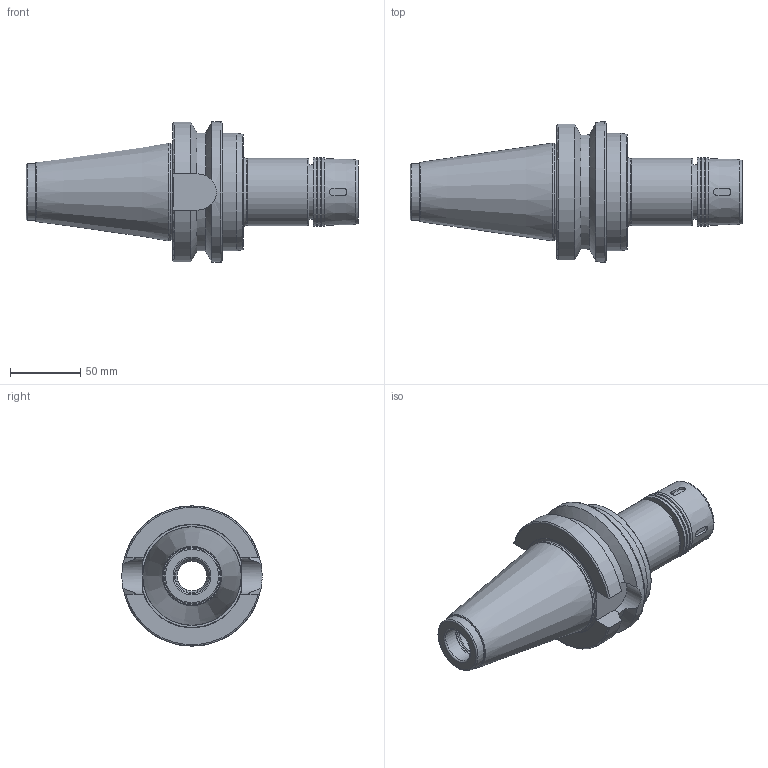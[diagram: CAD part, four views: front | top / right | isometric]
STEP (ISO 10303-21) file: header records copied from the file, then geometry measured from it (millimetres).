
FILE_DESCRIPTION((''),'2;1');
FILE_NAME('244605022135-3D.stp','2020-05-15T13:45:58',('nttooll'),(''),'Autodesk Inventor 2012','Autodesk Inventor 2012','');
FILE_SCHEMA(('AUTOMOTIVE_DESIGN { 1 0 10303 214 1 1 1 1 }'));
Length unit declared in the file: millimetre
Products named in the file (1): 244605022135-3D
Bounding box: 236.8 x 100 x 100 mm (x, y, z)
Volume: 613783.9 mm3; surface area: 80050.7 mm2
Topology: 1 solids, 1 shells, 110 faces, 236 edges, 146 vertices
Faces by surface type: plane 37, cylinder 36, cone 27, torus 10
Full cylindrical faces by diameter (mm): 21 x1, 21.3 x1, 22.3 x1, 23 x1, 24 x2, 25 x1, 25.4 x1, 28 x1, 30.4 x1, 32.5 x1, 36 x1, 39 x1, 40 x1, 47.6 x1, 48 x1, 48.8 x3, 68.9 x1, 84 x1, 100 x1
Entity records: 2902 total; most frequent: CARTESIAN_POINT 701, DIRECTION 466, ORIENTED_EDGE 362, AXIS2_PLACEMENT_3D 204, EDGE_LOOP 182, EDGE_CURVE 181, VERTEX_POINT 143, FACE_OUTER_BOUND 110
